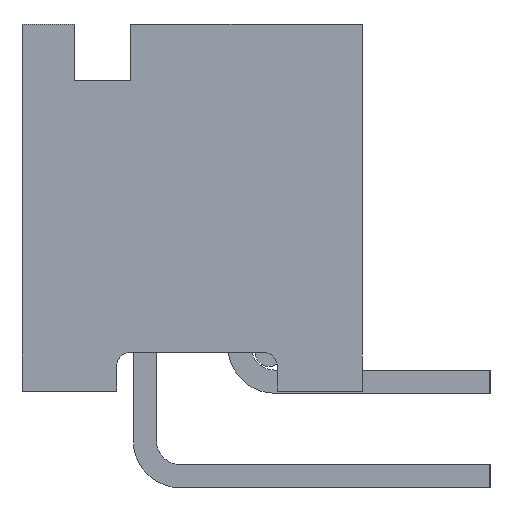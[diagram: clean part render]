
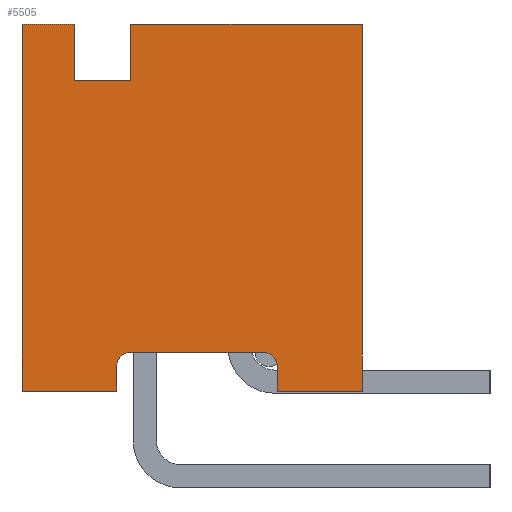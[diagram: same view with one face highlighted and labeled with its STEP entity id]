
A CAD part, left-side view. The second image highlights one B-rep face of the part: STEP entity #5505.
In plain terms, the highlighted planar face has unit normal (-1, 0, 0).
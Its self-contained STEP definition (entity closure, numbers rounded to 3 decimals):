
#72=DIRECTION('',(0.,1.,0.));
#73=VECTOR('',#72,3.556);
#74=CARTESIAN_POINT('',(-16.51,-1.905,-8.814));
#75=LINE('',#74,#73);
#76=DIRECTION('',(0.,0.,-1.));
#77=VECTOR('',#76,0.66);
#78=CARTESIAN_POINT('',(-16.51,2.032,-9.195));
#79=LINE('',#78,#77);
#80=DIRECTION('',(0.,-1.,0.));
#81=VECTOR('',#80,1.397);
#82=CARTESIAN_POINT('',(-16.51,4.572,0.));
#83=LINE('',#82,#81);
#84=DIRECTION('',(0.,0.,-1.));
#85=VECTOR('',#84,1.524);
#86=CARTESIAN_POINT('',(-16.51,3.175,0.));
#87=LINE('',#86,#85);
#88=DIRECTION('',(0.,-1.,0.));
#89=VECTOR('',#88,1.524);
#90=CARTESIAN_POINT('',(-16.51,3.175,-1.524));
#91=LINE('',#90,#89);
#92=DIRECTION('',(0.,0.,1.));
#93=VECTOR('',#92,1.524);
#94=CARTESIAN_POINT('',(-16.51,1.651,-1.524));
#95=LINE('',#94,#93);
#96=DIRECTION('',(0.,-1.,0.));
#97=VECTOR('',#96,6.223);
#98=CARTESIAN_POINT('',(-16.51,1.651,0.));
#99=LINE('',#98,#97);
#104=DIRECTION('',(0.,0.,-1.));
#105=VECTOR('',#104,0.66);
#106=CARTESIAN_POINT('',(-16.51,-2.286,-9.195));
#107=LINE('',#106,#105);
#108=CARTESIAN_POINT('',(-16.51,-1.905,-9.195));
#109=DIRECTION('',(1.,0.,0.));
#110=DIRECTION('',(0.,0.,1.));
#111=AXIS2_PLACEMENT_3D('',#108,#109,#110);
#1692=DIRECTION('',(0.,0.,-1.));
#1693=VECTOR('',#1692,9.855);
#1694=CARTESIAN_POINT('',(-16.51,4.572,0.));
#1695=LINE('',#1694,#1693);
#1774=DIRECTION('',(0.,1.,0.));
#1775=VECTOR('',#1774,2.286);
#1776=CARTESIAN_POINT('',(-16.51,-4.572,-9.855));
#1777=LINE('',#1776,#1775);
#1794=DIRECTION('',(0.,1.,0.));
#1795=VECTOR('',#1794,2.54);
#1796=CARTESIAN_POINT('',(-16.51,2.032,-9.855));
#1797=LINE('',#1796,#1795);
#1842=DIRECTION('',(0.,0.,1.));
#1843=VECTOR('',#1842,9.855);
#1844=CARTESIAN_POINT('',(-16.51,-4.572,-9.855));
#1845=LINE('',#1844,#1843);
#2193=CARTESIAN_POINT('',(-16.51,1.651,-9.195));
#2194=DIRECTION('',(1.,0.,0.));
#2195=DIRECTION('',(0.,1.,0.));
#2196=AXIS2_PLACEMENT_3D('',#2193,#2194,#2195);
#4166=CARTESIAN_POINT('',(-16.51,4.572,0.));
#4167=CARTESIAN_POINT('',(-16.51,3.175,0.));
#4168=VERTEX_POINT('',#4166);
#4169=VERTEX_POINT('',#4167);
#4170=CARTESIAN_POINT('',(-16.51,3.175,-1.524));
#4171=VERTEX_POINT('',#4170);
#4172=CARTESIAN_POINT('',(-16.51,1.651,-1.524));
#4173=VERTEX_POINT('',#4172);
#4174=CARTESIAN_POINT('',(-16.51,1.651,0.));
#4175=VERTEX_POINT('',#4174);
#4176=CARTESIAN_POINT('',(-16.51,-4.572,0.));
#4177=VERTEX_POINT('',#4176);
#4198=CARTESIAN_POINT('',(-16.51,-4.572,-9.855));
#4199=CARTESIAN_POINT('',(-16.51,-2.286,-9.855));
#4200=VERTEX_POINT('',#4198);
#4201=VERTEX_POINT('',#4199);
#4206=CARTESIAN_POINT('',(-16.51,4.572,-9.855));
#4208=VERTEX_POINT('',#4206);
#4212=CARTESIAN_POINT('',(-16.51,2.032,-9.855));
#4213=VERTEX_POINT('',#4212);
#4959=CARTESIAN_POINT('',(-16.51,1.651,-8.814));
#4961=VERTEX_POINT('',#4959);
#4963=CARTESIAN_POINT('',(-16.51,2.032,-9.195));
#4965=VERTEX_POINT('',#4963);
#4966=CARTESIAN_POINT('',(-16.51,-1.905,-8.814));
#4968=VERTEX_POINT('',#4966);
#4970=CARTESIAN_POINT('',(-16.51,-2.286,-9.195));
#4972=VERTEX_POINT('',#4970);
#5470=CARTESIAN_POINT('',(-16.51,0.,0.));
#5471=DIRECTION('',(1.,0.,0.));
#5472=DIRECTION('',(0.,0.,-1.));
#5473=AXIS2_PLACEMENT_3D('',#5470,#5471,#5472);
#5474=PLANE('',#5473);
#5476=ORIENTED_EDGE('',*,*,#5475,.F.);
#5478=ORIENTED_EDGE('',*,*,#5477,.F.);
#5480=ORIENTED_EDGE('',*,*,#5479,.T.);
#5482=ORIENTED_EDGE('',*,*,#5481,.F.);
#5484=ORIENTED_EDGE('',*,*,#5483,.T.);
#5486=ORIENTED_EDGE('',*,*,#5485,.T.);
#5488=ORIENTED_EDGE('',*,*,#5487,.F.);
#5490=ORIENTED_EDGE('',*,*,#5489,.T.);
#5492=ORIENTED_EDGE('',*,*,#5491,.T.);
#5494=ORIENTED_EDGE('',*,*,#5493,.T.);
#5496=ORIENTED_EDGE('',*,*,#5495,.T.);
#5498=ORIENTED_EDGE('',*,*,#5497,.T.);
#5500=ORIENTED_EDGE('',*,*,#5499,.F.);
#5502=ORIENTED_EDGE('',*,*,#5501,.T.);
#5503=EDGE_LOOP('',(#5476,#5478,#5480,#5482,#5484,#5486,#5488,#5490,#5492,#5494,
#5496,#5498,#5500,#5502));
#5504=FACE_OUTER_BOUND('',#5503,.F.);
#5505=ADVANCED_FACE('',(#5504),#5474,.F.);
#112=CIRCLE('',#111,0.381);
#2197=CIRCLE('',#2196,0.381);
#5475=EDGE_CURVE('',#4972,#4201,#107,.T.);
#5477=EDGE_CURVE('',#4968,#4972,#112,.T.);
#5479=EDGE_CURVE('',#4968,#4961,#75,.T.);
#5481=EDGE_CURVE('',#4965,#4961,#2197,.T.);
#5483=EDGE_CURVE('',#4965,#4213,#79,.T.);
#5485=EDGE_CURVE('',#4213,#4208,#1797,.T.);
#5487=EDGE_CURVE('',#4168,#4208,#1695,.T.);
#5489=EDGE_CURVE('',#4168,#4169,#83,.T.);
#5491=EDGE_CURVE('',#4169,#4171,#87,.T.);
#5493=EDGE_CURVE('',#4171,#4173,#91,.T.);
#5495=EDGE_CURVE('',#4173,#4175,#95,.T.);
#5497=EDGE_CURVE('',#4175,#4177,#99,.T.);
#5499=EDGE_CURVE('',#4200,#4177,#1845,.T.);
#5501=EDGE_CURVE('',#4200,#4201,#1777,.T.);
